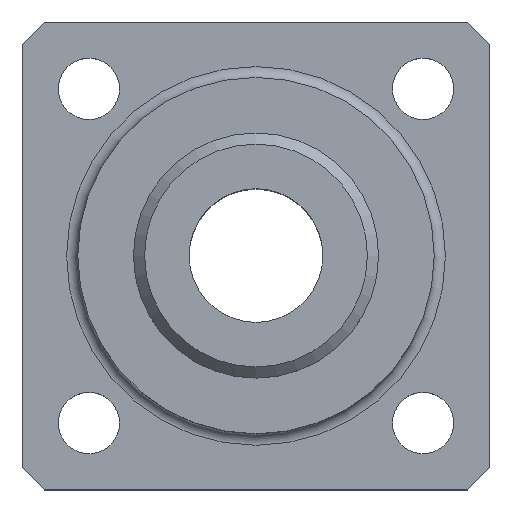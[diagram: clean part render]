
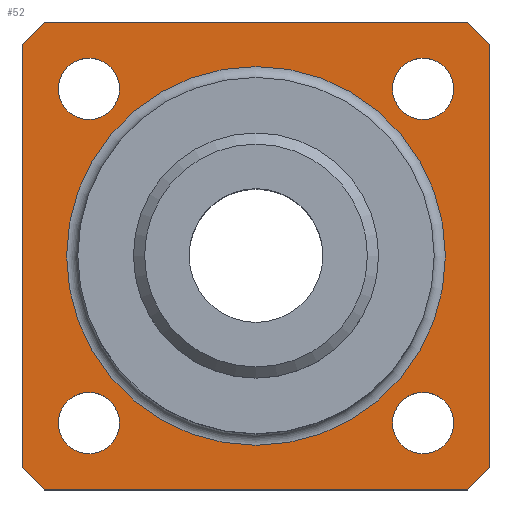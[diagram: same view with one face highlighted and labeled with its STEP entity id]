
A CAD part, top view. The second image highlights one B-rep face of the part: STEP entity #52.
In plain terms, the highlighted planar face has unit normal (0, 0, 1).
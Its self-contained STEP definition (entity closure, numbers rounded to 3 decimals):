
#52 = ADVANCED_FACE( '', ( #120, #121, #122, #123, #124, #125 ), #126, .T. );
#120 = FACE_OUTER_BOUND( '', #223, .T. );
#121 = FACE_BOUND( '', #224, .T. );
#122 = FACE_BOUND( '', #225, .T. );
#123 = FACE_BOUND( '', #226, .T. );
#124 = FACE_BOUND( '', #227, .T. );
#125 = FACE_BOUND( '', #228, .T. );
#126 = PLANE( '', #229 );
#223 = EDGE_LOOP( '', ( #327, #328, #329, #330, #331, #332, #333, #334 ) );
#224 = EDGE_LOOP( '', ( #335 ) );
#225 = EDGE_LOOP( '', ( #336 ) );
#226 = EDGE_LOOP( '', ( #337 ) );
#227 = EDGE_LOOP( '', ( #338 ) );
#228 = EDGE_LOOP( '', ( #339 ) );
#229 = AXIS2_PLACEMENT_3D( '', #340, #341, #342 );
#327 = ORIENTED_EDGE( '', *, *, #503, .T. );
#328 = ORIENTED_EDGE( '', *, *, #504, .T. );
#329 = ORIENTED_EDGE( '', *, *, #505, .T. );
#330 = ORIENTED_EDGE( '', *, *, #506, .T. );
#331 = ORIENTED_EDGE( '', *, *, #507, .T. );
#332 = ORIENTED_EDGE( '', *, *, #508, .T. );
#333 = ORIENTED_EDGE( '', *, *, #500, .T. );
#334 = ORIENTED_EDGE( '', *, *, #509, .T. );
#335 = ORIENTED_EDGE( '', *, *, #510, .F. );
#336 = ORIENTED_EDGE( '', *, *, #511, .F. );
#337 = ORIENTED_EDGE( '', *, *, #512, .F. );
#338 = ORIENTED_EDGE( '', *, *, #513, .F. );
#339 = ORIENTED_EDGE( '', *, *, #514, .T. );
#340 = CARTESIAN_POINT( '', ( 0., 0., 6. ) );
#341 = DIRECTION( '', ( 0., 0., 1. ) );
#342 = DIRECTION( '', ( 1., 0., 0. ) );
#500 = EDGE_CURVE( '', #572, #570, #573, .T. );
#503 = EDGE_CURVE( '', #576, #577, #578, .T. );
#504 = EDGE_CURVE( '', #577, #579, #580, .T. );
#505 = EDGE_CURVE( '', #579, #581, #582, .T. );
#506 = EDGE_CURVE( '', #581, #583, #584, .T. );
#507 = EDGE_CURVE( '', #583, #585, #586, .T. );
#508 = EDGE_CURVE( '', #585, #572, #587, .T. );
#509 = EDGE_CURVE( '', #570, #576, #588, .T. );
#510 = EDGE_CURVE( '', #589, #589, #590, .T. );
#511 = EDGE_CURVE( '', #591, #591, #592, .T. );
#512 = EDGE_CURVE( '', #593, #593, #594, .T. );
#513 = EDGE_CURVE( '', #595, #595, #596, .T. );
#514 = EDGE_CURVE( '', #597, #597, #598, .T. );
#570 = VERTEX_POINT( '', #673 );
#572 = VERTEX_POINT( '', #676 );
#573 = LINE( '', #677, #678 );
#576 = VERTEX_POINT( '', #682 );
#577 = VERTEX_POINT( '', #683 );
#578 = LINE( '', #684, #685 );
#579 = VERTEX_POINT( '', #686 );
#580 = LINE( '', #687, #688 );
#581 = VERTEX_POINT( '', #689 );
#582 = LINE( '', #690, #691 );
#583 = VERTEX_POINT( '', #692 );
#584 = LINE( '', #693, #694 );
#585 = VERTEX_POINT( '', #695 );
#586 = LINE( '', #696, #697 );
#587 = LINE( '', #698, #699 );
#588 = LINE( '', #700, #701 );
#589 = VERTEX_POINT( '', #702 );
#590 = CIRCLE( '', #703, 2.75 );
#591 = VERTEX_POINT( '', #704 );
#592 = CIRCLE( '', #705, 2.75 );
#593 = VERTEX_POINT( '', #706 );
#594 = CIRCLE( '', #707, 2.75 );
#595 = VERTEX_POINT( '', #708 );
#596 = CIRCLE( '', #709, 2.75 );
#597 = VERTEX_POINT( '', #710 );
#598 = CIRCLE( '', #711, 17. );
#673 = CARTESIAN_POINT( '', ( 19., 42., 6. ) );
#676 = CARTESIAN_POINT( '', ( 21., 40., 6. ) );
#677 = CARTESIAN_POINT( '', ( 21., 40., 6. ) );
#678 = VECTOR( '', #797, 1000. );
#682 = CARTESIAN_POINT( '', ( -19., 42., 6. ) );
#683 = CARTESIAN_POINT( '', ( -21., 40., 6. ) );
#684 = CARTESIAN_POINT( '', ( -19., 42., 6. ) );
#685 = VECTOR( '', #799, 1000. );
#686 = CARTESIAN_POINT( '', ( -21., 2., 6. ) );
#687 = CARTESIAN_POINT( '', ( -21., 40., 6. ) );
#688 = VECTOR( '', #800, 1000. );
#689 = CARTESIAN_POINT( '', ( -19., 0., 6. ) );
#690 = CARTESIAN_POINT( '', ( -21., 2., 6. ) );
#691 = VECTOR( '', #801, 1000. );
#692 = CARTESIAN_POINT( '', ( 19., 0., 6. ) );
#693 = CARTESIAN_POINT( '', ( -19., 0., 6. ) );
#694 = VECTOR( '', #802, 1000. );
#695 = CARTESIAN_POINT( '', ( 21., 2., 6. ) );
#696 = CARTESIAN_POINT( '', ( 19., 0., 6. ) );
#697 = VECTOR( '', #803, 1000. );
#698 = CARTESIAN_POINT( '', ( 21., 2., 6. ) );
#699 = VECTOR( '', #804, 1000. );
#700 = CARTESIAN_POINT( '', ( 19., 42., 6. ) );
#701 = VECTOR( '', #805, 1000. );
#702 = CARTESIAN_POINT( '', ( 17.75, 36., 6. ) );
#703 = AXIS2_PLACEMENT_3D( '', #806, #807, #808 );
#704 = CARTESIAN_POINT( '', ( 17.75, 6., 6. ) );
#705 = AXIS2_PLACEMENT_3D( '', #809, #810, #811 );
#706 = CARTESIAN_POINT( '', ( -12.25, 36., 6. ) );
#707 = AXIS2_PLACEMENT_3D( '', #812, #813, #814 );
#708 = CARTESIAN_POINT( '', ( -12.25, 6., 6. ) );
#709 = AXIS2_PLACEMENT_3D( '', #815, #816, #817 );
#710 = CARTESIAN_POINT( '', ( -17., 21., 6. ) );
#711 = AXIS2_PLACEMENT_3D( '', #818, #819, #820 );
#797 = DIRECTION( '', ( -0.707, 0.707, 0. ) );
#799 = DIRECTION( '', ( -0.707, -0.707, 0. ) );
#800 = DIRECTION( '', ( 0., -1., 0. ) );
#801 = DIRECTION( '', ( 0.707, -0.707, 0. ) );
#802 = DIRECTION( '', ( 1., 0., 0. ) );
#803 = DIRECTION( '', ( 0.707, 0.707, 0. ) );
#804 = DIRECTION( '', ( 0., 1., 0. ) );
#805 = DIRECTION( '', ( -1., 0., 0. ) );
#806 = CARTESIAN_POINT( '', ( 15., 36., 6. ) );
#807 = DIRECTION( '', ( 0., 0., 1. ) );
#808 = DIRECTION( '', ( 1., 0., 0. ) );
#809 = CARTESIAN_POINT( '', ( 15., 6., 6. ) );
#810 = DIRECTION( '', ( 0., 0., 1. ) );
#811 = DIRECTION( '', ( 1., 0., 0. ) );
#812 = CARTESIAN_POINT( '', ( -15., 36., 6. ) );
#813 = DIRECTION( '', ( 0., 0., 1. ) );
#814 = DIRECTION( '', ( 1., 0., 0. ) );
#815 = CARTESIAN_POINT( '', ( -15., 6., 6. ) );
#816 = DIRECTION( '', ( 0., 0., 1. ) );
#817 = DIRECTION( '', ( 1., 0., 0. ) );
#818 = CARTESIAN_POINT( '', ( 0., 21., 6. ) );
#819 = DIRECTION( '', ( 0., 0., -1. ) );
#820 = DIRECTION( '', ( -1., 0., 0. ) );
